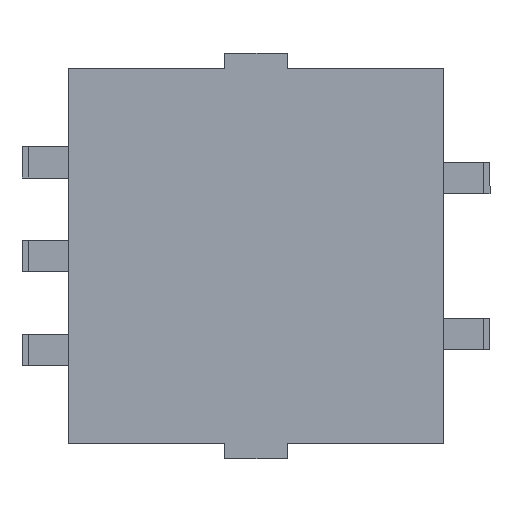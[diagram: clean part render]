
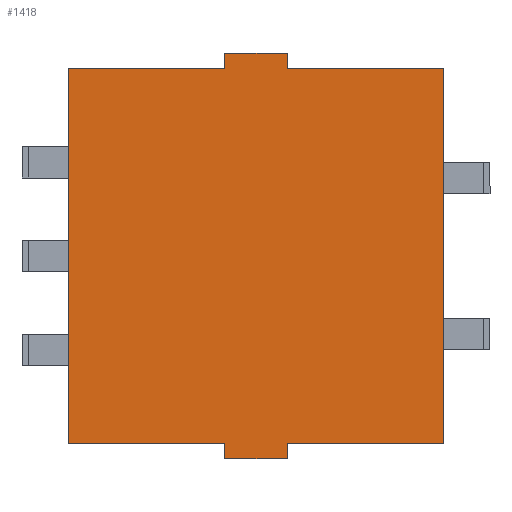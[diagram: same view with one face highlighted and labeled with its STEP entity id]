
A CAD part, front view. The second image highlights one B-rep face of the part: STEP entity #1418.
In plain terms, the highlighted planar face has unit normal (0, -1, 0).
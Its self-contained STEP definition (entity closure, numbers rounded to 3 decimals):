
#6 = ORIENTED_EDGE ( 'NONE', *, *, #866, .F. ) ;
#9 = ORIENTED_EDGE ( 'NONE', *, *, #1864, .F. ) ;
#17 = VERTEX_POINT ( 'NONE', #441 ) ;
#55 = CARTESIAN_POINT ( 'NONE',  ( 6., 0., -6. ) ) ;
#75 = CARTESIAN_POINT ( 'NONE',  ( 1., 0., 6. ) ) ;
#77 = CARTESIAN_POINT ( 'NONE',  ( 1., 0., -6.5 ) ) ;
#131 = VECTOR ( 'NONE', #1914, 1000. ) ;
#191 = ORIENTED_EDGE ( 'NONE', *, *, #3222, .F. ) ;
#211 = ORIENTED_EDGE ( 'NONE', *, *, #3030, .F. ) ;
#223 = DIRECTION ( 'NONE',  ( 0., 0., -1. ) ) ;
#257 = EDGE_CURVE ( 'NONE', #1180, #383, #919, .T. ) ;
#267 = CARTESIAN_POINT ( 'NONE',  ( -1., 0., -6.5 ) ) ;
#308 = AXIS2_PLACEMENT_3D ( 'NONE', #1934, #1674, #2801 ) ;
#311 = DIRECTION ( 'NONE',  ( 1., 0., 0. ) ) ;
#335 = VECTOR ( 'NONE', #882, 1000. ) ;
#345 = EDGE_CURVE ( 'NONE', #2871, #572, #2811, .T. ) ;
#383 = VERTEX_POINT ( 'NONE', #1229 ) ;
#407 = EDGE_CURVE ( 'NONE', #898, #1827, #1210, .T. ) ;
#441 = CARTESIAN_POINT ( 'NONE',  ( -1., 0., 6. ) ) ;
#463 = DIRECTION ( 'NONE',  ( 1., 0., 0. ) ) ;
#465 = CARTESIAN_POINT ( 'NONE',  ( -6., 0., -6. ) ) ;
#572 = VERTEX_POINT ( 'NONE', #55 ) ;
#608 = VERTEX_POINT ( 'NONE', #1679 ) ;
#654 = VECTOR ( 'NONE', #223, 1000. ) ;
#690 = LINE ( 'NONE', #465, #744 ) ;
#700 = CARTESIAN_POINT ( 'NONE',  ( 1., 0., -6.5 ) ) ;
#718 = DIRECTION ( 'NONE',  ( 1., 0., 0. ) ) ;
#737 = ORIENTED_EDGE ( 'NONE', *, *, #407, .T. ) ;
#744 = VECTOR ( 'NONE', #1705, 1000. ) ;
#762 = VECTOR ( 'NONE', #2617, 1000. ) ;
#804 = VECTOR ( 'NONE', #463, 1000. ) ;
#825 = ORIENTED_EDGE ( 'NONE', *, *, #1376, .F. ) ;
#857 = DIRECTION ( 'NONE',  ( 0., 0., 1. ) ) ;
#866 = EDGE_CURVE ( 'NONE', #17, #608, #2665, .T. ) ;
#876 = PLANE ( 'NONE',  #308 ) ;
#882 = DIRECTION ( 'NONE',  ( 1., 0., 0. ) ) ;
#898 = VERTEX_POINT ( 'NONE', #75 ) ;
#919 = LINE ( 'NONE', #1449, #2191 ) ;
#975 = VECTOR ( 'NONE', #1043, 1000. ) ;
#1021 = VECTOR ( 'NONE', #311, 1000. ) ;
#1043 = DIRECTION ( 'NONE',  ( 0., 0., 1. ) ) ;
#1093 = CARTESIAN_POINT ( 'NONE',  ( -1., 0., -6.5 ) ) ;
#1180 = VERTEX_POINT ( 'NONE', #2857 ) ;
#1210 = LINE ( 'NONE', #700, #2982 ) ;
#1229 = CARTESIAN_POINT ( 'NONE',  ( -6., 0., -6. ) ) ;
#1232 = LINE ( 'NONE', #3102, #3193 ) ;
#1370 = EDGE_CURVE ( 'NONE', #3196, #1867, #2716, .T. ) ;
#1376 = EDGE_CURVE ( 'NONE', #608, #1827, #2963, .T. ) ;
#1385 = LINE ( 'NONE', #1895, #335 ) ;
#1390 = ORIENTED_EDGE ( 'NONE', *, *, #2286, .T. ) ;
#1418 = ADVANCED_FACE ( 'NONE', ( #3234 ), #876, .F. ) ;
#1449 = CARTESIAN_POINT ( 'NONE',  ( -6., 0., -6. ) ) ;
#1451 = EDGE_CURVE ( 'NONE', #383, #2507, #690, .T. ) ;
#1674 = DIRECTION ( 'NONE',  ( 0., 1., 0. ) ) ;
#1679 = CARTESIAN_POINT ( 'NONE',  ( -1., 0., 6.5 ) ) ;
#1705 = DIRECTION ( 'NONE',  ( 0., 0., 1. ) ) ;
#1707 = EDGE_LOOP ( 'NONE', ( #2978, #2307, #1390, #1839, #211, #3269, #191, #737, #825, #6, #9, #2923 ) ) ;
#1827 = VERTEX_POINT ( 'NONE', #2914 ) ;
#1839 = ORIENTED_EDGE ( 'NONE', *, *, #1370, .T. ) ;
#1849 = VERTEX_POINT ( 'NONE', #1093 ) ;
#1864 = EDGE_CURVE ( 'NONE', #2507, #17, #3207, .T. ) ;
#1867 = VERTEX_POINT ( 'NONE', #3091 ) ;
#1895 = CARTESIAN_POINT ( 'NONE',  ( -6., 0., 6. ) ) ;
#1914 = DIRECTION ( 'NONE',  ( 0., 0., 1. ) ) ;
#1934 = CARTESIAN_POINT ( 'NONE',  ( 0., 0., 0. ) ) ;
#2180 = CARTESIAN_POINT ( 'NONE',  ( -6., 0., 6. ) ) ;
#2191 = VECTOR ( 'NONE', #2254, 1000. ) ;
#2254 = DIRECTION ( 'NONE',  ( -1., 0., 0. ) ) ;
#2271 = DIRECTION ( 'NONE',  ( 0., 0., 1. ) ) ;
#2286 = EDGE_CURVE ( 'NONE', #1849, #3196, #1232, .T. ) ;
#2289 = LINE ( 'NONE', #267, #975 ) ;
#2307 = ORIENTED_EDGE ( 'NONE', *, *, #2333, .F. ) ;
#2333 = EDGE_CURVE ( 'NONE', #1849, #1180, #2289, .T. ) ;
#2396 = LINE ( 'NONE', #3143, #762 ) ;
#2499 = CARTESIAN_POINT ( 'NONE',  ( 6., 0., 6. ) ) ;
#2507 = VERTEX_POINT ( 'NONE', #2180 ) ;
#2536 = CARTESIAN_POINT ( 'NONE',  ( 6., 0., -6. ) ) ;
#2617 = DIRECTION ( 'NONE',  ( -1., 0., 0. ) ) ;
#2665 = LINE ( 'NONE', #3202, #131 ) ;
#2716 = LINE ( 'NONE', #77, #2791 ) ;
#2791 = VECTOR ( 'NONE', #857, 1000. ) ;
#2801 = DIRECTION ( 'NONE',  ( 0., 0., 1. ) ) ;
#2811 = LINE ( 'NONE', #2536, #654 ) ;
#2857 = CARTESIAN_POINT ( 'NONE',  ( -1., 0., -6. ) ) ;
#2871 = VERTEX_POINT ( 'NONE', #2499 ) ;
#2914 = CARTESIAN_POINT ( 'NONE',  ( 1., 0., 6.5 ) ) ;
#2923 = ORIENTED_EDGE ( 'NONE', *, *, #1451, .F. ) ;
#2963 = LINE ( 'NONE', #3283, #1021 ) ;
#2978 = ORIENTED_EDGE ( 'NONE', *, *, #257, .F. ) ;
#2982 = VECTOR ( 'NONE', #2271, 1000. ) ;
#3004 = CARTESIAN_POINT ( 'NONE',  ( 1., 0., -6.5 ) ) ;
#3030 = EDGE_CURVE ( 'NONE', #572, #1867, #2396, .T. ) ;
#3091 = CARTESIAN_POINT ( 'NONE',  ( 1., 0., -6. ) ) ;
#3102 = CARTESIAN_POINT ( 'NONE',  ( -1., 0., -6.5 ) ) ;
#3143 = CARTESIAN_POINT ( 'NONE',  ( -6., 0., -6. ) ) ;
#3193 = VECTOR ( 'NONE', #718, 1000. ) ;
#3196 = VERTEX_POINT ( 'NONE', #3004 ) ;
#3202 = CARTESIAN_POINT ( 'NONE',  ( -1., 0., -6.5 ) ) ;
#3207 = LINE ( 'NONE', #3375, #804 ) ;
#3222 = EDGE_CURVE ( 'NONE', #898, #2871, #1385, .T. ) ;
#3234 = FACE_OUTER_BOUND ( 'NONE', #1707, .T. ) ;
#3269 = ORIENTED_EDGE ( 'NONE', *, *, #345, .F. ) ;
#3283 = CARTESIAN_POINT ( 'NONE',  ( -1., 0., 6.5 ) ) ;
#3375 = CARTESIAN_POINT ( 'NONE',  ( -6., 0., 6. ) ) ;
